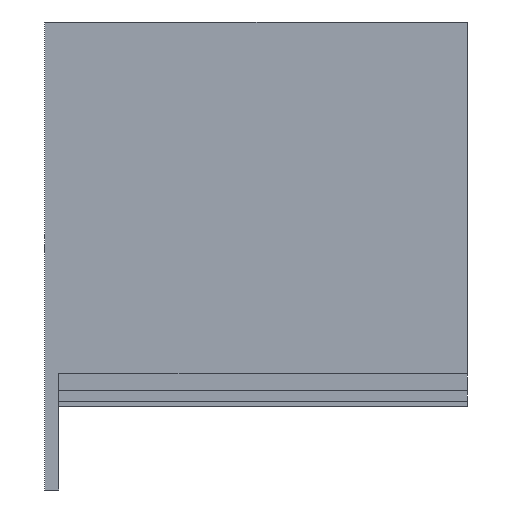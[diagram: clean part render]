
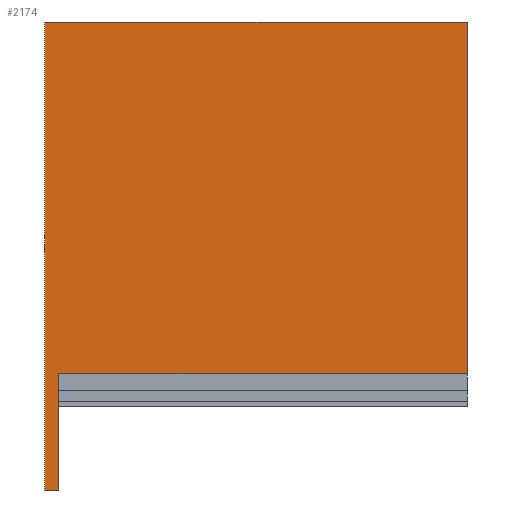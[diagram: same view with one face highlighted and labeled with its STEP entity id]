
A CAD part, left-side view. The second image highlights one B-rep face of the part: STEP entity #2174.
In plain terms, the highlighted planar face has unit normal (-1, 0, 0).
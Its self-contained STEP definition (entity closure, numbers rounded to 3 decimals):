
#2159=AXIS2_PLACEMENT_3D('Plane Axis2P3D',#2156,#2157,#2158) ;
#376=CARTESIAN_POINT('Vertex',(-38.1,58.,65.)) ;
#379=CARTESIAN_POINT('Line Origine',(-38.1,58.,56.75)) ;
#383=CARTESIAN_POINT('Vertex',(-38.1,58.,48.5)) ;
#1296=CARTESIAN_POINT('Line Origine',(-38.1,59.,48.5)) ;
#1300=CARTESIAN_POINT('Vertex',(-38.1,60.,48.5)) ;
#1333=CARTESIAN_POINT('Vertex',(-38.1,0.,65.)) ;
#1336=CARTESIAN_POINT('Line Origine',(-38.1,29.,65.)) ;
#1441=CARTESIAN_POINT('Line Origine',(-38.1,60.,81.75)) ;
#1445=CARTESIAN_POINT('Vertex',(-38.1,60.,115.)) ;
#2002=CARTESIAN_POINT('Vertex',(-38.1,0.,115.)) ;
#2007=CARTESIAN_POINT('Line Origine',(-38.1,0.,90.)) ;
#2156=CARTESIAN_POINT('Axis2P3D Location',(-38.1,0.,0.)) ;
#2161=CARTESIAN_POINT('Line Origine',(-38.1,30.,115.)) ;
#380=DIRECTION('Vector Direction',(0.,0.,1.)) ;
#1297=DIRECTION('Vector Direction',(0.,-1.,0.)) ;
#1337=DIRECTION('Vector Direction',(0.,-1.,0.)) ;
#1442=DIRECTION('Vector Direction',(0.,0.,-1.)) ;
#2008=DIRECTION('Vector Direction',(0.,0.,1.)) ;
#2157=DIRECTION('Axis2P3D Direction',(1.,0.,0.)) ;
#2158=DIRECTION('Axis2P3D XDirection',(0.,1.,0.)) ;
#2162=DIRECTION('Vector Direction',(0.,1.,0.)) ;
#381=VECTOR('Line Direction',#380,1.) ;
#1298=VECTOR('Line Direction',#1297,1.) ;
#1338=VECTOR('Line Direction',#1337,1.) ;
#1443=VECTOR('Line Direction',#1442,1.) ;
#2009=VECTOR('Line Direction',#2008,1.) ;
#2163=VECTOR('Line Direction',#2162,1.) ;
#2167=ORIENTED_EDGE('',*,*,#2165,.F.) ;
#2168=ORIENTED_EDGE('',*,*,#1447,.F.) ;
#2169=ORIENTED_EDGE('',*,*,#1302,.F.) ;
#2170=ORIENTED_EDGE('',*,*,#385,.F.) ;
#2171=ORIENTED_EDGE('',*,*,#1340,.F.) ;
#2172=ORIENTED_EDGE('',*,*,#2011,.F.) ;
#2174=ADVANCED_FACE('Copriterminale alto HTC superiore',(#2173),#2160,.F.) ;
#385=EDGE_CURVE('',#377,#384,#382,.F.) ;
#1302=EDGE_CURVE('',#384,#1301,#1299,.F.) ;
#1340=EDGE_CURVE('',#1334,#377,#1339,.F.) ;
#1447=EDGE_CURVE('',#1301,#1446,#1444,.F.) ;
#2011=EDGE_CURVE('',#2003,#1334,#2010,.F.) ;
#2165=EDGE_CURVE('',#1446,#2003,#2164,.F.) ;
#2166=EDGE_LOOP('',(#2167,#2168,#2169,#2170,#2171,#2172)) ;
#2173=FACE_OUTER_BOUND('',#2166,.T.) ;
#382=LINE('Line',#379,#381) ;
#1299=LINE('Line',#1296,#1298) ;
#1339=LINE('Line',#1336,#1338) ;
#1444=LINE('Line',#1441,#1443) ;
#2010=LINE('Line',#2007,#2009) ;
#2164=LINE('Line',#2161,#2163) ;
#2160=PLANE('',#2159) ;
#377=VERTEX_POINT('',#376) ;
#384=VERTEX_POINT('',#383) ;
#1301=VERTEX_POINT('',#1300) ;
#1334=VERTEX_POINT('',#1333) ;
#1446=VERTEX_POINT('',#1445) ;
#2003=VERTEX_POINT('',#2002) ;
